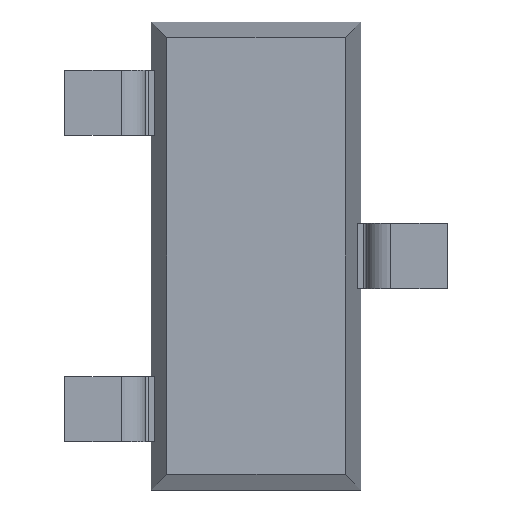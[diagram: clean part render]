
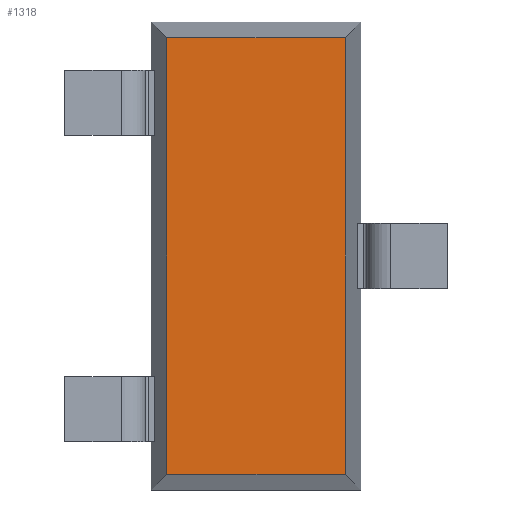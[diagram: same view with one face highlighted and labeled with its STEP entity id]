
A CAD part, front view. The second image highlights one B-rep face of the part: STEP entity #1318.
In plain terms, the highlighted planar face has unit normal (0, -1, 0).
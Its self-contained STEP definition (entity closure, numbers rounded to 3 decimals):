
#30 = VECTOR ( 'NONE', #1171, 1000. ) ;
#74 = VERTEX_POINT ( 'NONE', #214 ) ;
#75 = LINE ( 'NONE', #437, #659 ) ;
#121 = ORIENTED_EDGE ( 'NONE', *, *, #1118, .F. ) ;
#200 = CARTESIAN_POINT ( 'NONE',  ( 0.553, 0.1, 0. ) ) ;
#214 = CARTESIAN_POINT ( 'NONE',  ( -0.553, 0.1, 1.353 ) ) ;
#220 = EDGE_LOOP ( 'NONE', ( #778, #480, #763, #121 ) ) ;
#333 = DIRECTION ( 'NONE',  ( 0., 0., 1. ) ) ;
#346 = FACE_OUTER_BOUND ( 'NONE', #220, .T. ) ;
#394 = VECTOR ( 'NONE', #688, 1000. ) ;
#437 = CARTESIAN_POINT ( 'NONE',  ( 0., 0.1, -1.353 ) ) ;
#443 = CARTESIAN_POINT ( 'NONE',  ( 0., 0.1, 0. ) ) ;
#473 = LINE ( 'NONE', #200, #30 ) ;
#480 = ORIENTED_EDGE ( 'NONE', *, *, #1074, .F. ) ;
#540 = AXIS2_PLACEMENT_3D ( 'NONE', #443, #921, #1409 ) ;
#583 = LINE ( 'NONE', #1285, #394 ) ;
#590 = VECTOR ( 'NONE', #333, 1000. ) ;
#659 = VECTOR ( 'NONE', #1412, 1000. ) ;
#688 = DIRECTION ( 'NONE',  ( 1., 0., 0. ) ) ;
#739 = VERTEX_POINT ( 'NONE', #1458 ) ;
#763 = ORIENTED_EDGE ( 'NONE', *, *, #1083, .F. ) ;
#778 = ORIENTED_EDGE ( 'NONE', *, *, #1434, .F. ) ;
#823 = PLANE ( 'NONE',  #540 ) ;
#921 = DIRECTION ( 'NONE',  ( 0., 1., 0. ) ) ;
#996 = CARTESIAN_POINT ( 'NONE',  ( 0.553, 0.1, 1.353 ) ) ;
#1013 = VERTEX_POINT ( 'NONE', #996 ) ;
#1043 = LINE ( 'NONE', #1161, #590 ) ;
#1074 = EDGE_CURVE ( 'NONE', #74, #1013, #583, .T. ) ;
#1083 = EDGE_CURVE ( 'NONE', #739, #74, #1043, .T. ) ;
#1118 = EDGE_CURVE ( 'NONE', #1442, #739, #75, .T. ) ;
#1161 = CARTESIAN_POINT ( 'NONE',  ( -0.553, 0.1, 0. ) ) ;
#1171 = DIRECTION ( 'NONE',  ( 0., 0., -1. ) ) ;
#1211 = CARTESIAN_POINT ( 'NONE',  ( 0.553, 0.1, -1.353 ) ) ;
#1285 = CARTESIAN_POINT ( 'NONE',  ( 0., 0.1, 1.353 ) ) ;
#1318 = ADVANCED_FACE ( 'NONE', ( #346 ), #823, .F. ) ;
#1409 = DIRECTION ( 'NONE',  ( 0., 0., 1. ) ) ;
#1412 = DIRECTION ( 'NONE',  ( -1., 0., 0. ) ) ;
#1434 = EDGE_CURVE ( 'NONE', #1013, #1442, #473, .T. ) ;
#1442 = VERTEX_POINT ( 'NONE', #1211 ) ;
#1458 = CARTESIAN_POINT ( 'NONE',  ( -0.553, 0.1, -1.353 ) ) ;
